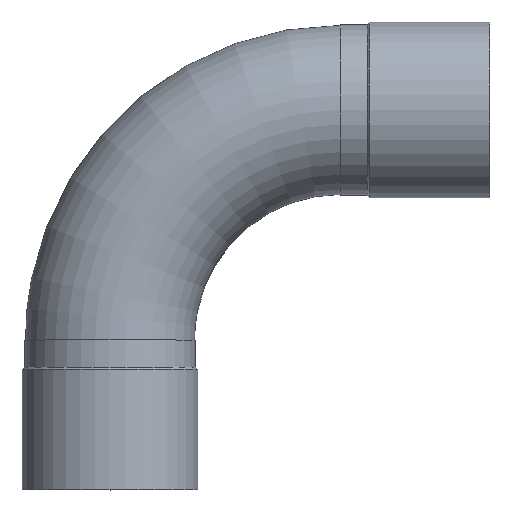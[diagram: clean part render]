
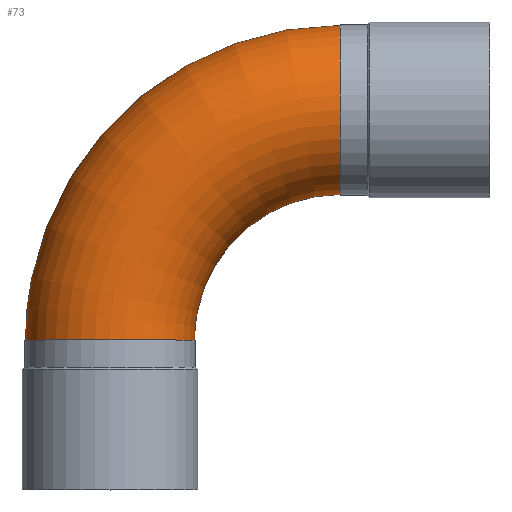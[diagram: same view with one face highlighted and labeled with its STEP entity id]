
A CAD part, top view. The second image highlights one B-rep face of the part: STEP entity #73.
In plain terms, the highlighted toroidal (fillet/blend) face has major radius 229 mm and minor radius 84.15 mm.
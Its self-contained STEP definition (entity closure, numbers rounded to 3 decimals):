
#73 = ADVANCED_FACE( '', ( #154, #155 ), #156, .T. );
#154 = FACE_OUTER_BOUND( '', #227, .T. );
#155 = FACE_OUTER_BOUND( '', #228, .T. );
#156 = TOROIDAL_SURFACE( '', #229, 229., 84.15 );
#227 = EDGE_LOOP( '', ( #326 ) );
#228 = EDGE_LOOP( '', ( #327 ) );
#229 = AXIS2_PLACEMENT_3D( '', #328, #329, #330 );
#326 = ORIENTED_EDGE( '', *, *, #355, .T. );
#327 = ORIENTED_EDGE( '', *, *, #360, .F. );
#328 = CARTESIAN_POINT( '', ( 229., 0., 0. ) );
#329 = DIRECTION( '', ( 0., 0., 1. ) );
#330 = DIRECTION( '', ( 1., 0., 0. ) );
#355 = EDGE_CURVE( '', #401, #401, #402, .F. );
#360 = EDGE_CURVE( '', #408, #408, #409, .T. );
#401 = VERTEX_POINT( '', #450 );
#402 = CIRCLE( '', #451, 84.15 );
#408 = VERTEX_POINT( '', #457 );
#409 = CIRCLE( '', #458, 84.15 );
#450 = CARTESIAN_POINT( '', ( 229., 313.15, 0. ) );
#451 = AXIS2_PLACEMENT_3D( '', #501, #502, #503 );
#457 = CARTESIAN_POINT( '', ( 84.15, 0., 0. ) );
#458 = AXIS2_PLACEMENT_3D( '', #507, #508, #509 );
#501 = CARTESIAN_POINT( '', ( 229., 229., 0. ) );
#502 = DIRECTION( '', ( 1., 0., 0. ) );
#503 = DIRECTION( '', ( 0., 1., 0. ) );
#507 = CARTESIAN_POINT( '', ( 0., 0., 0. ) );
#508 = DIRECTION( '', ( 0., -1., 0. ) );
#509 = DIRECTION( '', ( 1., 0., 0. ) );
